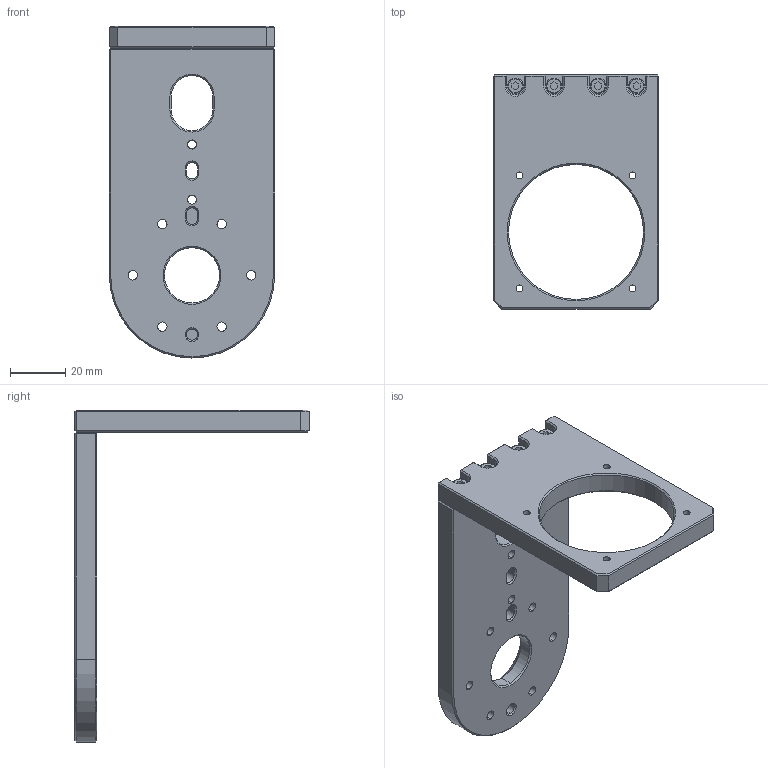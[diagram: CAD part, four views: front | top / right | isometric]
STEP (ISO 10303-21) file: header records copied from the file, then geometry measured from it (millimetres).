
FILE_DESCRIPTION (( 'STEP AP203' ), '1' );
FILE_NAME ('PDG60-5.STEP', '2024-02-15T05:25:52', ( '' ), ( '' ), 'SwSTEP 2.0', 'SolidWorks 2020', '' );
FILE_SCHEMA (( 'CONFIG_CONTROL_DESIGN' ));
Length unit declared in the file: millimetre
Products named in the file (1): PDG60-5
Bounding box: 60 x 85 x 120.49 mm (x, y, z)
Volume: 68978.1 mm3; surface area: 26991.8 mm2
Topology: 6 solids, 6 shells, 283 faces, 648 edges, 389 vertices
Faces by surface type: plane 147, cylinder 88, cone 40, torus 8
Entity records: 7964 total; most frequent: DIRECTION 1435, CARTESIAN_POINT 1313, ORIENTED_EDGE 1280, EDGE_CURVE 640, AXIS2_PLACEMENT_3D 511, VECTOR 413, LINE 413, VERTEX_POINT 389
